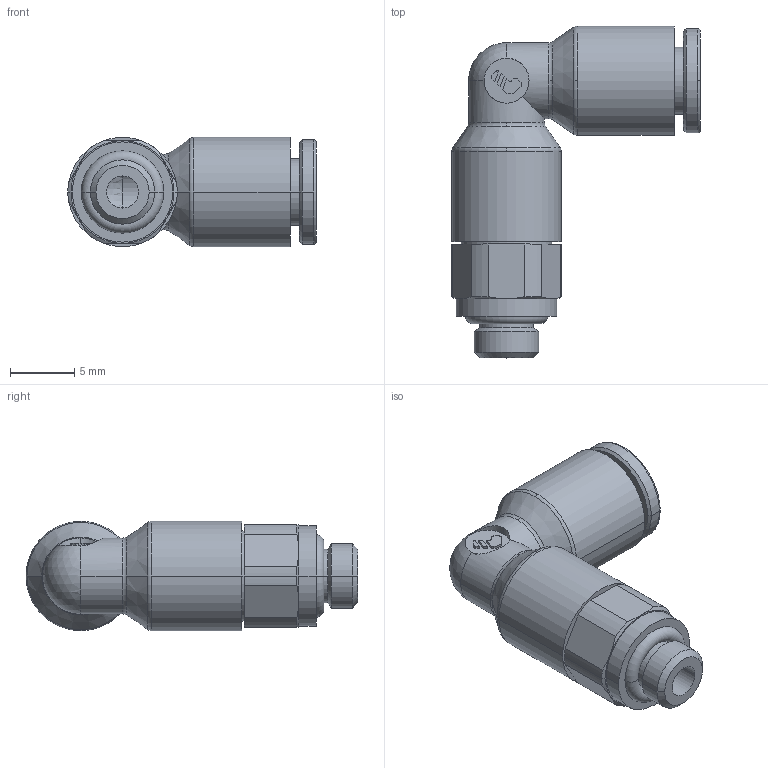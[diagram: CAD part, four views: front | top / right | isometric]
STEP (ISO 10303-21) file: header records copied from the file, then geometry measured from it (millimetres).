
FILE_DESCRIPTION(('STEP AP214'),'1');
FILE_NAME('3169_04_19.stp','2016-07-07T14:53:00',('TraceParts'),('TraceParts S.A.'),'Spatial InterOp 3D',' ',' ');
FILE_SCHEMA(('automotive_design'));
Length unit declared in the file: millimetre
Products named in the file (1): 1
Bounding box: 19.3 x 25.8 x 8.5 mm (x, y, z)
Volume: 1201.7 mm3; surface area: 1498.4 mm2
Topology: 1 solids, 1 shells, 111 faces, 282 edges, 176 vertices
Faces by surface type: cylinder 42, plane 32, cone 18, torus 12, sphere 7
Entity records: 3507 total; most frequent: CARTESIAN_POINT 798, DIRECTION 621, ORIENTED_EDGE 542, EDGE_CURVE 271, AXIS2_PLACEMENT_3D 258, VERTEX_POINT 174, CIRCLE 144, EDGE_LOOP 121
